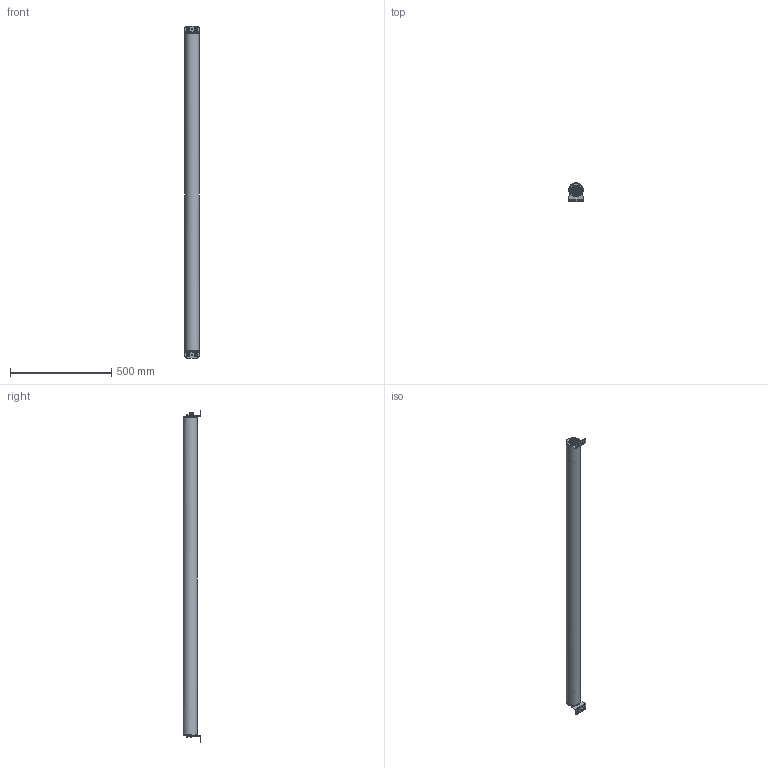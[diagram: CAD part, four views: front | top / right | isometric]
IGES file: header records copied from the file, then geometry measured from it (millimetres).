
Global section: file name: DSD-0222.igs; preprocessor: I-DEAS 3D IGES Translator 11; date: 20090427.154544; units: millimetre
Bounding box: 70.98 x 88.92 x 1640.46 mm (x, y, z)
Volume: 1808426 mm3; surface area: 785336.5 mm2
Topology: 15 solids, 19 shells, 1082 faces, 2548 edges, 1609 vertices
Faces by surface type: bspline 1082
